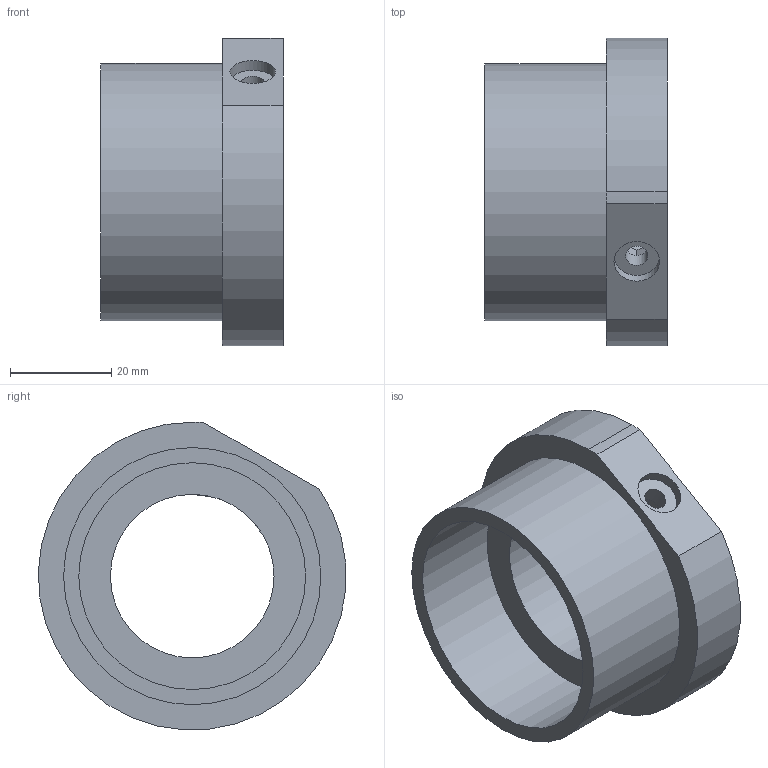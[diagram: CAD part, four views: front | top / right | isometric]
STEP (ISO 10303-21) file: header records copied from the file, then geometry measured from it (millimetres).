
FILE_DESCRIPTION(('FreeCAD Model'),'2;1');
FILE_NAME('Open CASCADE Shape Model','2021-08-13T09:51:52',('Author'),( ''),'Open CASCADE STEP processor 7.4','FreeCAD','Unknown');
FILE_SCHEMA(('AUTOMOTIVE_DESIGN_CC2 { 1 2 10303 214 -1 1 5 4 }'));
Length unit declared in the file: millimetre
Products named in the file (1): EyepieceAdaptor
Bounding box: 36 x 60.68 x 60.75 mm (x, y, z)
Volume: 39282.3 mm3; surface area: 14753.3 mm2
Topology: 1 solids, 1 shells, 20 faces, 42 edges, 28 vertices
Faces by surface type: plane 13, cylinder 7
Full cylindrical faces by diameter (mm): 4.4 x1, 9 x1, 32.3 x1, 44.8 x1, 50.8 x1
Entity records: 1110 total; most frequent: CARTESIAN_POINT 237, DIRECTION 152, ORIENTED_EDGE 84, PCURVE 84, DEFINITIONAL_REPRESENTATION 84, LINE 52, VECTOR 52, EDGE_CURVE 42
